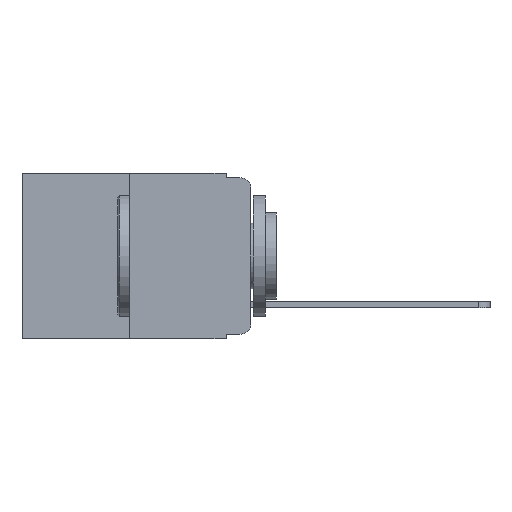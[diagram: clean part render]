
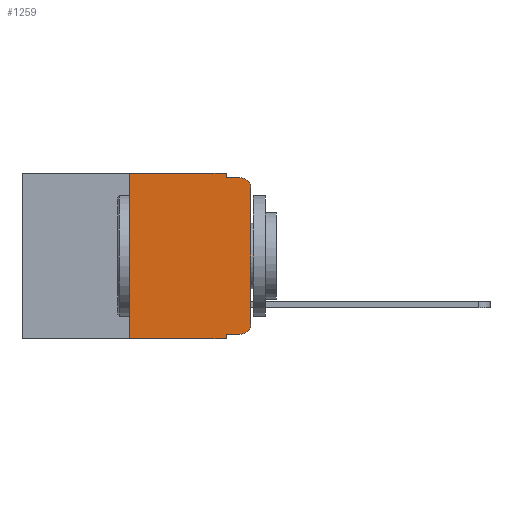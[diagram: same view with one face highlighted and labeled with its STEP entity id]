
A CAD part, left-side view. The second image highlights one B-rep face of the part: STEP entity #1259.
In plain terms, the highlighted planar face has unit normal (-1, 0, 0).
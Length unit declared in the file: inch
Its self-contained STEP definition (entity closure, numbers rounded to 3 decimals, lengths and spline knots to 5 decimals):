
#244 = CARTESIAN_POINT ( 'NONE',  ( 0., 0.25, 0. ) ) ;
#355 = DIRECTION ( 'NONE',  ( 0., -1., 0. ) ) ;
#519 = EDGE_CURVE ( 'NONE', #6942, #3460, #4688, .T. ) ;
#691 = DIRECTION ( 'NONE',  ( 1., 0., 0. ) ) ;
#770 = DIRECTION ( 'NONE',  ( 0., 0., 1. ) ) ;
#845 = CARTESIAN_POINT ( 'NONE',  ( 0., 0., 0. ) ) ;
#905 = VERTEX_POINT ( 'NONE', #2977 ) ;
#935 = CARTESIAN_POINT ( 'NONE',  ( 0., 0.473, 0. ) ) ;
#1043 = LINE ( 'NONE', #2573, #9995 ) ;
#1064 = EDGE_CURVE ( 'NONE', #1426, #1214, #10643, .T. ) ;
#1188 = VERTEX_POINT ( 'NONE', #3245 ) ;
#1214 = VERTEX_POINT ( 'NONE', #9299 ) ;
#1259 = ADVANCED_FACE ( 'NONE', ( #6534 ), #2852, .F. ) ;
#1370 = DIRECTION ( 'NONE',  ( 0., 0., -1. ) ) ;
#1414 = LINE ( 'NONE', #845, #6045 ) ;
#1426 = VERTEX_POINT ( 'NONE', #244 ) ;
#1558 = VECTOR ( 'NONE', #355, 39.37008 ) ;
#1770 = DIRECTION ( 'NONE',  ( 0., -1., 0. ) ) ;
#1790 = EDGE_CURVE ( 'NONE', #6036, #3460, #1043, .T. ) ;
#1811 = EDGE_CURVE ( 'NONE', #1214, #6036, #3983, .T. ) ;
#1989 = CARTESIAN_POINT ( 'NONE',  ( 0., 0.473, -0.343 ) ) ;
#2135 = ORIENTED_EDGE ( 'NONE', *, *, #10622, .T. ) ;
#2164 = ORIENTED_EDGE ( 'NONE', *, *, #519, .T. ) ;
#2514 = DIRECTION ( 'NONE',  ( 0., 0., -1. ) ) ;
#2573 = CARTESIAN_POINT ( 'NONE',  ( 0., 0.051, -0.01 ) ) ;
#2589 = ORIENTED_EDGE ( 'NONE', *, *, #1790, .F. ) ;
#2633 = ORIENTED_EDGE ( 'NONE', *, *, #1811, .F. ) ;
#2739 = ORIENTED_EDGE ( 'NONE', *, *, #1064, .F. ) ;
#2796 = EDGE_CURVE ( 'NONE', #10677, #1426, #7436, .T. ) ;
#2852 = PLANE ( 'NONE',  #3807 ) ;
#2892 = EDGE_CURVE ( 'NONE', #1188, #6596, #8760, .T. ) ;
#2977 = CARTESIAN_POINT ( 'NONE',  ( 0., 0.02, -0.333 ) ) ;
#3055 = EDGE_CURVE ( 'NONE', #1188, #905, #7772, .T. ) ;
#3080 = ORIENTED_EDGE ( 'NONE', *, *, #2796, .F. ) ;
#3138 = EDGE_CURVE ( 'NONE', #905, #9434, #7008, .T. ) ;
#3175 = ORIENTED_EDGE ( 'NONE', *, *, #10549, .T. ) ;
#3245 = CARTESIAN_POINT ( 'NONE',  ( 0., 0.051, -0.333 ) ) ;
#3303 = ORIENTED_EDGE ( 'NONE', *, *, #2892, .F. ) ;
#3460 = VERTEX_POINT ( 'NONE', #10728 ) ;
#3502 = ORIENTED_EDGE ( 'NONE', *, *, #3055, .T. ) ;
#3710 = EDGE_LOOP ( 'NONE', ( #2135, #2164, #2589, #2633, #2739, #3080, #3175, #3303, #3502, #3803 ) ) ;
#3803 = ORIENTED_EDGE ( 'NONE', *, *, #3138, .T. ) ;
#3807 = AXIS2_PLACEMENT_3D ( 'NONE', #5336, #691, #2514 ) ;
#3808 = CARTESIAN_POINT ( 'NONE',  ( 0., 0.25, 0. ) ) ;
#3945 = CARTESIAN_POINT ( 'NONE',  ( 0., 0., -0.313 ) ) ;
#3983 = LINE ( 'NONE', #9272, #10258 ) ;
#4688 = CIRCLE ( 'NONE', #7199, 0.02 ) ;
#5016 = DIRECTION ( 'NONE',  ( 0., 0., -1. ) ) ;
#5024 = AXIS2_PLACEMENT_3D ( 'NONE', #7468, #7532, #9147 ) ;
#5087 = VECTOR ( 'NONE', #1770, 39.37008 ) ;
#5318 = DIRECTION ( 'NONE',  ( 0., -1., 0. ) ) ;
#5336 = CARTESIAN_POINT ( 'NONE',  ( 0., 0.473, 0. ) ) ;
#5387 = LINE ( 'NONE', #1989, #5087 ) ;
#5825 = CARTESIAN_POINT ( 'NONE',  ( 0., 0.051, -0.333 ) ) ;
#6036 = VERTEX_POINT ( 'NONE', #10403 ) ;
#6045 = VECTOR ( 'NONE', #770, 39.37008 ) ;
#6123 = CARTESIAN_POINT ( 'NONE',  ( 0., 0.051, -0.343 ) ) ;
#6534 = FACE_OUTER_BOUND ( 'NONE', #3710, .T. ) ;
#6596 = VERTEX_POINT ( 'NONE', #6123 ) ;
#6834 = CARTESIAN_POINT ( 'NONE',  ( 0., 0., -0.03 ) ) ;
#6880 = VECTOR ( 'NONE', #7350, 39.37008 ) ;
#6942 = VERTEX_POINT ( 'NONE', #6834 ) ;
#7008 = CIRCLE ( 'NONE', #5024, 0.02 ) ;
#7039 = CARTESIAN_POINT ( 'NONE',  ( 0., 0.051, 0. ) ) ;
#7199 = AXIS2_PLACEMENT_3D ( 'NONE', #10273, #7697, #5016 ) ;
#7350 = DIRECTION ( 'NONE',  ( 0., 0., 1. ) ) ;
#7436 = LINE ( 'NONE', #3808, #6880 ) ;
#7468 = CARTESIAN_POINT ( 'NONE',  ( 0., 0.02, -0.313 ) ) ;
#7532 = DIRECTION ( 'NONE',  ( -1., 0., 0. ) ) ;
#7697 = DIRECTION ( 'NONE',  ( -1., 0., 0. ) ) ;
#7772 = LINE ( 'NONE', #5825, #9590 ) ;
#8760 = LINE ( 'NONE', #7039, #9488 ) ;
#9147 = DIRECTION ( 'NONE',  ( 0., 0., -1. ) ) ;
#9272 = CARTESIAN_POINT ( 'NONE',  ( 0., 0.051, 0. ) ) ;
#9299 = CARTESIAN_POINT ( 'NONE',  ( 0., 0.051, 0. ) ) ;
#9434 = VERTEX_POINT ( 'NONE', #3945 ) ;
#9488 = VECTOR ( 'NONE', #10678, 39.37008 ) ;
#9590 = VECTOR ( 'NONE', #5318, 39.37008 ) ;
#9709 = DIRECTION ( 'NONE',  ( 0., -1., 0. ) ) ;
#9995 = VECTOR ( 'NONE', #9709, 39.37008 ) ;
#10258 = VECTOR ( 'NONE', #1370, 39.37008 ) ;
#10273 = CARTESIAN_POINT ( 'NONE',  ( 0., 0.02, -0.03 ) ) ;
#10403 = CARTESIAN_POINT ( 'NONE',  ( 0., 0.051, -0.01 ) ) ;
#10549 = EDGE_CURVE ( 'NONE', #10677, #6596, #5387, .T. ) ;
#10622 = EDGE_CURVE ( 'NONE', #9434, #6942, #1414, .T. ) ;
#10643 = LINE ( 'NONE', #935, #1558 ) ;
#10677 = VERTEX_POINT ( 'NONE', #10768 ) ;
#10678 = DIRECTION ( 'NONE',  ( 0., 0., -1. ) ) ;
#10728 = CARTESIAN_POINT ( 'NONE',  ( 0., 0.02, -0.01 ) ) ;
#10768 = CARTESIAN_POINT ( 'NONE',  ( 0., 0.25, -0.343 ) ) ;
